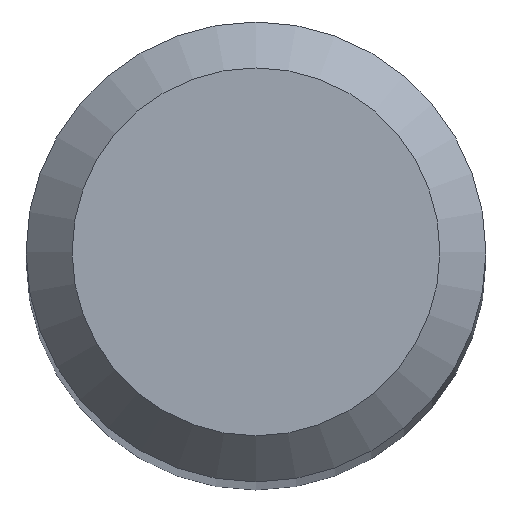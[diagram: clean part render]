
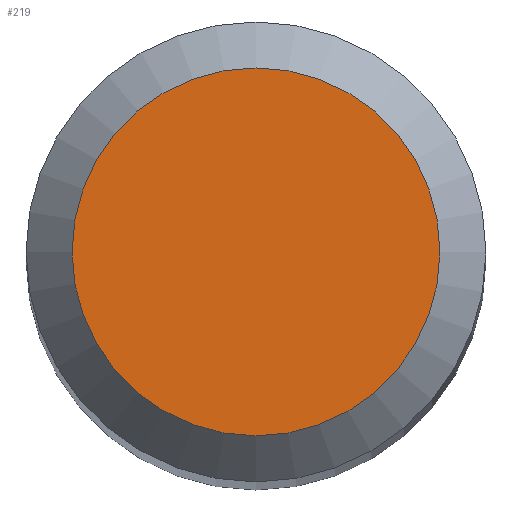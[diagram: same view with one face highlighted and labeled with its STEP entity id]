
A CAD part, top view. The second image highlights one B-rep face of the part: STEP entity #219.
In plain terms, the highlighted planar face has unit normal (0, 0, 1).
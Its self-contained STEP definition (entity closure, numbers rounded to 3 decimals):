
#26 = AXIS2_PLACEMENT_3D ( 'NONE', #218, #197, #306 ) ;
#30 = VERTEX_POINT ( 'NONE', #363 ) ;
#42 = CIRCLE ( 'NONE', #96, 1.2 ) ;
#69 = FACE_OUTER_BOUND ( 'NONE', #205, .T. ) ;
#70 = DIRECTION ( 'NONE',  ( 0., 0., 1. ) ) ;
#96 = AXIS2_PLACEMENT_3D ( 'NONE', #227, #70, #196 ) ;
#161 = PLANE ( 'NONE',  #26 ) ;
#191 = EDGE_CURVE ( 'NONE', #30, #30, #42, .T. ) ;
#196 = DIRECTION ( 'NONE',  ( 1., 0., 0. ) ) ;
#197 = DIRECTION ( 'NONE',  ( 0., 0., -1. ) ) ;
#205 = EDGE_LOOP ( 'NONE', ( #346 ) ) ;
#218 = CARTESIAN_POINT ( 'NONE',  ( 0., 1.2, 38. ) ) ;
#219 = ADVANCED_FACE ( 'NONE', ( #69 ), #161, .F. ) ;
#227 = CARTESIAN_POINT ( 'NONE',  ( 0., 0., 38. ) ) ;
#306 = DIRECTION ( 'NONE',  ( -1., 0., 0. ) ) ;
#346 = ORIENTED_EDGE ( 'NONE', *, *, #191, .T. ) ;
#363 = CARTESIAN_POINT ( 'NONE',  ( 1.2, 0., 38. ) ) ;
